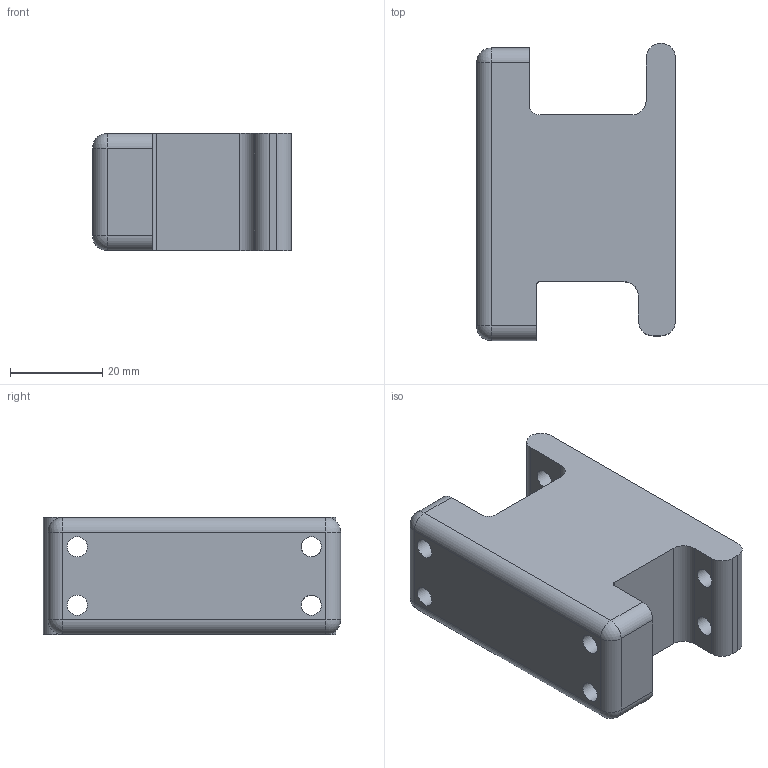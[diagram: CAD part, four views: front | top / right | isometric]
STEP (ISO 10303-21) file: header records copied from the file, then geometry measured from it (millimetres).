
FILE_DESCRIPTION(/* description */ (''),/* implementation_level */ '2;1');
FILE_NAME(/* name */ 'HardStop.stp',/* time_stamp */ '2025-09-15T00:07:34-04:00',/* author */ ('Teddy'),/* organization */ (''),/* preprocessor_version */ 'ST-DEVELOPER v20.1',/* originating_system */ 'Autodesk Inventor 2026',/* authorisation */ '');
FILE_SCHEMA (('AUTOMOTIVE_DESIGN { 1 0 10303 214 3 1 1 }'));
Length unit declared in the file: inch
Products named in the file (1): HardStop
Bounding box: 43.18 x 64.52 x 25.4 mm (x, y, z)
Volume: 51312.3 mm3; surface area: 11235.9 mm2
Topology: 1 solids, 1 shells, 40 faces, 114 edges, 72 vertices
Faces by surface type: cylinder 23, plane 13, sphere 4
Full cylindrical faces by diameter (mm): 4.369 x8
Entity records: 1401 total; most frequent: CARTESIAN_POINT 247, DIRECTION 242, ORIENTED_EDGE 228, EDGE_CURVE 114, AXIS2_PLACEMENT_3D 91, VERTEX_POINT 72, LINE 60, VECTOR 60
